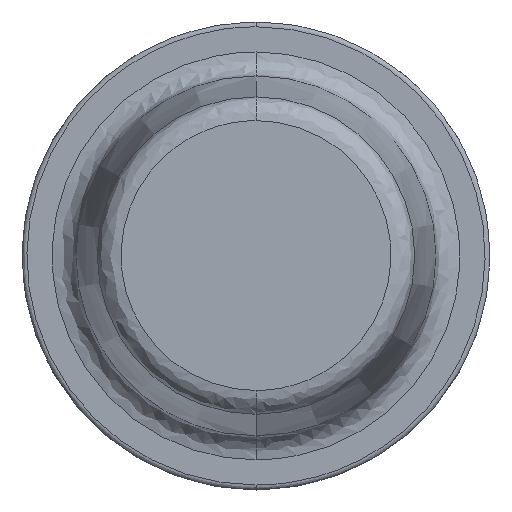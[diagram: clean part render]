
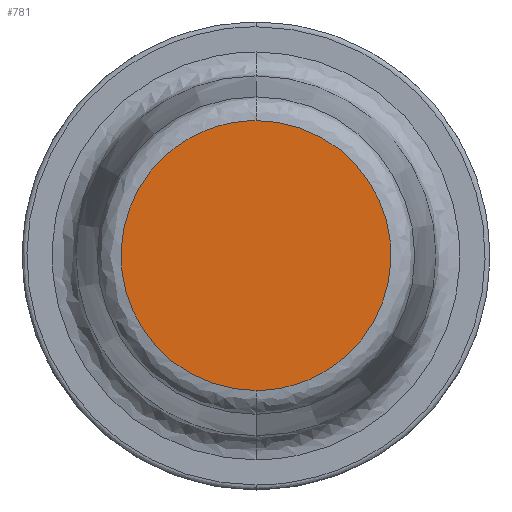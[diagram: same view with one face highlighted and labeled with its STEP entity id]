
A CAD part, top view. The second image highlights one B-rep face of the part: STEP entity #781.
In plain terms, the highlighted planar face has unit normal (0, 0, 1).
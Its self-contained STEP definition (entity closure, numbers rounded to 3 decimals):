
#33 = VERTEX_POINT('',#34);
#34 = CARTESIAN_POINT('',(3.35,2.274,14.));
#41 = EDGE_CURVE('',#33,#42,#44,.T.);
#42 = VERTEX_POINT('',#43);
#43 = CARTESIAN_POINT('',(3.35,-8.974,14.));
#44 = ( BOUNDED_CURVE() B_SPLINE_CURVE(3,(#45,#46,#47,#48),
.UNSPECIFIED.,.F.,.F.) B_SPLINE_CURVE_WITH_KNOTS((4,4),(0.5,1.),
.PIECEWISE_BEZIER_KNOTS.) CURVE() GEOMETRIC_REPRESENTATION_ITEM() 
RATIONAL_B_SPLINE_CURVE((1.,0.333,0.333,1.)) 
REPRESENTATION_ITEM('') );
#45 = CARTESIAN_POINT('',(3.35,2.274,14.));
#46 = CARTESIAN_POINT('',(14.599,2.274,14.));
#47 = CARTESIAN_POINT('',(14.599,-8.974,14.));
#48 = CARTESIAN_POINT('',(3.35,-8.974,14.));
#740 = EDGE_CURVE('',#42,#33,#741,.T.);
#741 = ( BOUNDED_CURVE() B_SPLINE_CURVE(3,(#742,#743,#744,#745),
.UNSPECIFIED.,.F.,.F.) B_SPLINE_CURVE_WITH_KNOTS((4,4),(0.,0.5),
.PIECEWISE_BEZIER_KNOTS.) CURVE() GEOMETRIC_REPRESENTATION_ITEM() 
RATIONAL_B_SPLINE_CURVE((1.,0.333,0.333,1.)) 
REPRESENTATION_ITEM('') );
#742 = CARTESIAN_POINT('',(3.35,-8.974,14.));
#743 = CARTESIAN_POINT('',(-7.899,-8.974,14.));
#744 = CARTESIAN_POINT('',(-7.899,2.274,14.));
#745 = CARTESIAN_POINT('',(3.35,2.274,14.));
#781 = ADVANCED_FACE('',(#782),#786,.F.);
#782 = FACE_BOUND('',#783,.T.);
#783 = EDGE_LOOP('',(#784,#785));
#784 = ORIENTED_EDGE('',*,*,#740,.F.);
#785 = ORIENTED_EDGE('',*,*,#41,.F.);
#786 = PLANE('',#787);
#787 = AXIS2_PLACEMENT_3D('',#788,#789,#790);
#788 = CARTESIAN_POINT('',(3.35,-3.35,14.));
#789 = DIRECTION('',(0.,0.,-1.));
#790 = DIRECTION('',(0.,-1.,-0.));
